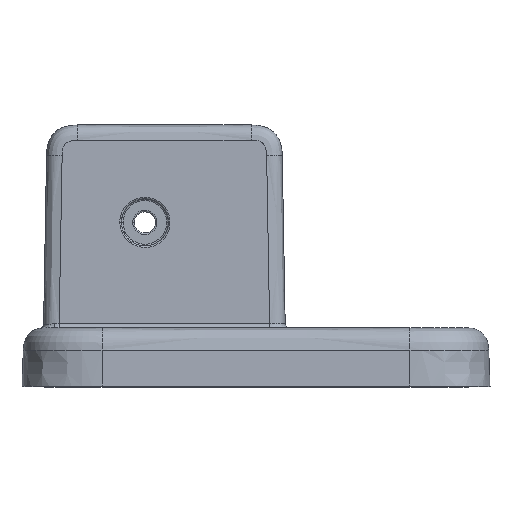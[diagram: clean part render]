
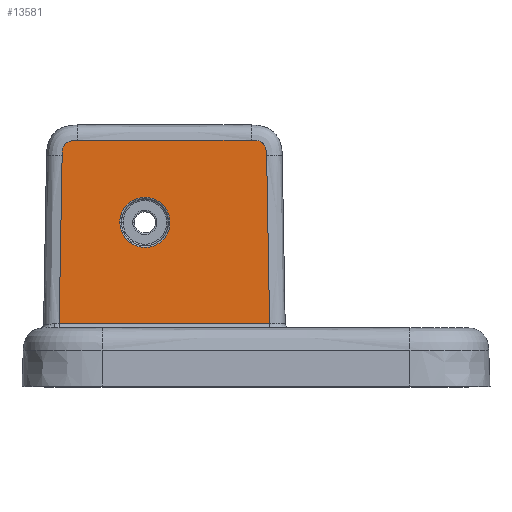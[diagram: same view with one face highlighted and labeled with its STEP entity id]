
A CAD part, top view. The second image highlights one B-rep face of the part: STEP entity #13581.
In plain terms, the highlighted planar face has unit normal (0, 0.018, 1).
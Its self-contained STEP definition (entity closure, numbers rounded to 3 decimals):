
#2859=DIRECTION('',(-1.,0.,0.));
#2860=VECTOR('',#2859,26.983);
#2861=CARTESIAN_POINT('',(42.992,7.991,30.091));
#2862=LINE('',#2861,#2860);
#2863=DIRECTION('',(-0.017,-1.,0.017));
#2864=VECTOR('',#2863,21.585);
#2865=CARTESIAN_POINT('',(16.385,29.57,29.715));
#2866=LINE('',#2865,#2864);
#2867=CARTESIAN_POINT('',(18.385,31.535,29.68));
#2868=CARTESIAN_POINT('',(18.212,31.535,29.68));
#2869=CARTESIAN_POINT('',(17.874,31.52,29.681));
#2870=CARTESIAN_POINT('',(17.416,31.442,29.682));
#2871=CARTESIAN_POINT('',(17.045,31.304,29.684));
#2872=CARTESIAN_POINT('',(16.811,31.136,29.687));
#2873=CARTESIAN_POINT('',(16.639,30.906,29.691));
#2874=CARTESIAN_POINT('',(16.495,30.537,29.698));
#2875=CARTESIAN_POINT('',(16.409,30.08,29.706));
#2876=CARTESIAN_POINT('',(16.388,29.743,29.712));
#2877=CARTESIAN_POINT('',(16.385,29.57,29.715));
#2879=DIRECTION('',(-1.,0.,0.));
#2880=VECTOR('',#2879,22.231);
#2881=CARTESIAN_POINT('',(40.615,31.535,29.68));
#2882=LINE('',#2881,#2880);
#2883=CARTESIAN_POINT('',(42.615,29.57,29.715));
#2884=CARTESIAN_POINT('',(42.612,29.743,29.712));
#2885=CARTESIAN_POINT('',(42.591,30.08,29.706));
#2886=CARTESIAN_POINT('',(42.505,30.537,29.698));
#2887=CARTESIAN_POINT('',(42.361,30.906,29.691));
#2888=CARTESIAN_POINT('',(42.189,31.136,29.687));
#2889=CARTESIAN_POINT('',(41.955,31.304,29.684));
#2890=CARTESIAN_POINT('',(41.584,31.442,29.682));
#2891=CARTESIAN_POINT('',(41.126,31.52,29.681));
#2892=CARTESIAN_POINT('',(40.788,31.535,29.68));
#2893=CARTESIAN_POINT('',(40.615,31.535,29.68));
#2895=DIRECTION('',(-0.017,1.,-0.017));
#2896=VECTOR('',#2895,21.585);
#2897=CARTESIAN_POINT('',(42.992,7.991,30.091));
#2898=LINE('',#2897,#2896);
#2899=CARTESIAN_POINT('',(30.217,21.003,29.864));
#2900=CARTESIAN_POINT('',(30.217,21.296,29.859));
#2901=CARTESIAN_POINT('',(30.14,21.86,29.849));
#2902=CARTESIAN_POINT('',(29.798,22.669,29.835));
#2903=CARTESIAN_POINT('',(29.254,23.352,29.823));
#2904=CARTESIAN_POINT('',(28.549,23.866,29.814));
#2905=CARTESIAN_POINT('',(27.732,24.175,29.809));
#2906=CARTESIAN_POINT('',(26.859,24.255,29.808));
#2907=CARTESIAN_POINT('',(26.024,24.103,29.81));
#2908=CARTESIAN_POINT('',(25.339,23.787,29.816));
#2909=CARTESIAN_POINT('',(24.812,23.388,29.823));
#2910=CARTESIAN_POINT('',(24.424,22.955,29.83));
#2911=CARTESIAN_POINT('',(24.147,22.515,29.838));
#2912=CARTESIAN_POINT('',(23.954,22.075,29.846));
#2913=CARTESIAN_POINT('',(23.821,21.586,29.854));
#2914=CARTESIAN_POINT('',(23.783,21.206,29.861));
#2915=CARTESIAN_POINT('',(23.783,21.003,29.864));
#2917=CARTESIAN_POINT('',(23.783,21.003,29.864));
#2918=CARTESIAN_POINT('',(23.783,20.711,29.869));
#2919=CARTESIAN_POINT('',(23.859,20.147,29.879));
#2920=CARTESIAN_POINT('',(24.201,19.338,29.893));
#2921=CARTESIAN_POINT('',(24.745,18.654,29.905));
#2922=CARTESIAN_POINT('',(25.45,18.139,29.914));
#2923=CARTESIAN_POINT('',(26.267,17.83,29.92));
#2924=CARTESIAN_POINT('',(27.141,17.75,29.921));
#2925=CARTESIAN_POINT('',(27.976,17.902,29.918));
#2926=CARTESIAN_POINT('',(28.661,18.218,29.913));
#2927=CARTESIAN_POINT('',(29.188,18.618,29.906));
#2928=CARTESIAN_POINT('',(29.576,19.051,29.898));
#2929=CARTESIAN_POINT('',(29.854,19.491,29.891));
#2930=CARTESIAN_POINT('',(30.046,19.931,29.883));
#2931=CARTESIAN_POINT('',(30.179,20.42,29.874));
#2932=CARTESIAN_POINT('',(30.217,20.801,29.868));
#2933=CARTESIAN_POINT('',(30.217,21.003,29.864));
#2935=CARTESIAN_POINT('',(16.008,7.991,30.091));
#9076=VERTEX_POINT('',#2867);
#9077=VERTEX_POINT('',#2877);
#9080=CARTESIAN_POINT('',(40.615,31.535,29.68));
#9081=VERTEX_POINT('',#9080);
#9083=VERTEX_POINT('',#2883);
#9128=VERTEX_POINT('',#2935);
#9132=CARTESIAN_POINT('',(42.992,7.991,30.091));
#9133=VERTEX_POINT('',#9132);
#9211=VERTEX_POINT('',#2899);
#9212=VERTEX_POINT('',#2915);
#13558=CARTESIAN_POINT('',(47.936,7.5,30.1));
#13559=DIRECTION('',(0.,-0.017,-1.));
#13560=DIRECTION('',(-1.,0.,0.));
#13561=AXIS2_PLACEMENT_3D('',#13558,#13559,#13560);
#13562=PLANE('',#13561);
#13563=ORIENTED_EDGE('',*,*,#12917,.T.);
#13565=ORIENTED_EDGE('',*,*,#13564,.F.);
#13567=ORIENTED_EDGE('',*,*,#13566,.F.);
#13569=ORIENTED_EDGE('',*,*,#13568,.F.);
#13571=ORIENTED_EDGE('',*,*,#13570,.F.);
#13572=ORIENTED_EDGE('',*,*,#13550,.F.);
#13573=EDGE_LOOP('',(#13563,#13565,#13567,#13569,#13571,#13572));
#13574=FACE_OUTER_BOUND('',#13573,.F.);
#13576=ORIENTED_EDGE('',*,*,#13575,.T.);
#13578=ORIENTED_EDGE('',*,*,#13577,.T.);
#13579=EDGE_LOOP('',(#13576,#13578));
#13580=FACE_BOUND('',#13579,.F.);
#13581=ADVANCED_FACE('',(#13574,#13580),#13562,.F.);
#2878=B_SPLINE_CURVE_WITH_KNOTS('',3,(#2867,#2868,#2869,#2870,#2871,#2872,#2873,
#2874,#2875,#2876,#2877),.UNSPECIFIED.,.F.,.F.,(4,1,1,1,1,1,1,1,4),(0.,
0.125,0.25,0.375,0.5,0.625,0.75,0.875,1.),.UNSPECIFIED.);
#2894=B_SPLINE_CURVE_WITH_KNOTS('',3,(#2883,#2884,#2885,#2886,#2887,#2888,#2889,
#2890,#2891,#2892,#2893),.UNSPECIFIED.,.F.,.F.,(4,1,1,1,1,1,1,1,4),(0.,
0.125,0.25,0.375,0.5,0.625,0.75,0.875,1.),.UNSPECIFIED.);
#2916=B_SPLINE_CURVE_WITH_KNOTS('',3,(#2899,#2900,#2901,#2902,#2903,#2904,#2905,
#2906,#2907,#2908,#2909,#2910,#2911,#2912,#2913,#2914,#2915),.UNSPECIFIED.,.F.,
.F.,(4,1,1,1,1,1,1,1,1,1,1,1,1,1,4),(0.,0.071,0.143,
0.214,0.286,0.357,0.429,0.5,
0.571,0.643,0.714,0.786,
0.857,0.929,1.),.UNSPECIFIED.);
#2934=B_SPLINE_CURVE_WITH_KNOTS('',3,(#2917,#2918,#2919,#2920,#2921,#2922,#2923,
#2924,#2925,#2926,#2927,#2928,#2929,#2930,#2931,#2932,#2933),.UNSPECIFIED.,.F.,
.F.,(4,1,1,1,1,1,1,1,1,1,1,1,1,1,4),(0.,0.071,0.143,
0.214,0.286,0.357,0.429,0.5,
0.571,0.643,0.714,0.786,
0.857,0.929,1.),.UNSPECIFIED.);
#12917=EDGE_CURVE('',#9133,#9128,#2862,.T.);
#13550=EDGE_CURVE('',#9133,#9083,#2898,.T.);
#13564=EDGE_CURVE('',#9077,#9128,#2866,.T.);
#13566=EDGE_CURVE('',#9076,#9077,#2878,.T.);
#13568=EDGE_CURVE('',#9081,#9076,#2882,.T.);
#13570=EDGE_CURVE('',#9083,#9081,#2894,.T.);
#13575=EDGE_CURVE('',#9211,#9212,#2916,.T.);
#13577=EDGE_CURVE('',#9212,#9211,#2934,.T.);
